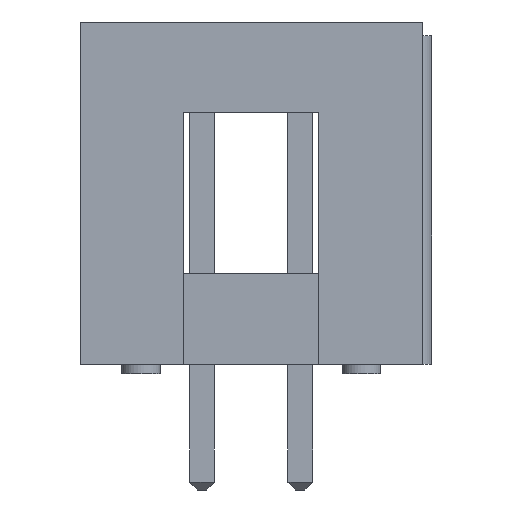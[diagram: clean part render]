
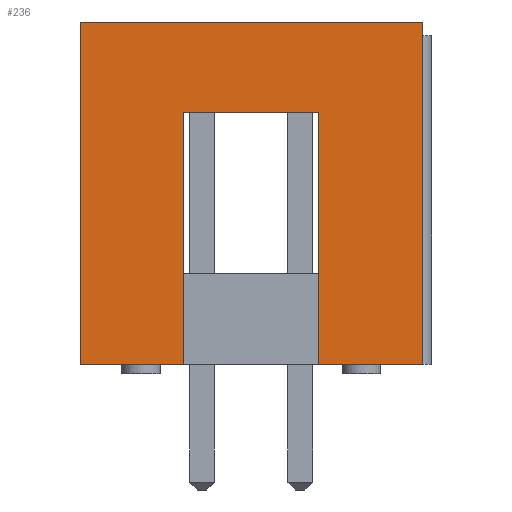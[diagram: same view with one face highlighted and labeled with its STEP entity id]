
A CAD part, front view. The second image highlights one B-rep face of the part: STEP entity #236.
In plain terms, the highlighted planar face has unit normal (0, -1, 0).
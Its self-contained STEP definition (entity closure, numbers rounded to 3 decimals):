
#12=DIRECTION('',(0.,0.,1.));
#26=VECTOR('',#12,1.);
#29=VERTEX_POINT('',#30);
#30=CARTESIAN_POINT('',(-3.155,-78.76,0.25));
#35=EDGE_CURVE('',#29,#36,#38,.T.);
#36=VERTEX_POINT('',#37);
#37=CARTESIAN_POINT('',(-3.155,-78.76,9.1));
#38=LINE('',#39,#26);
#39=CARTESIAN_POINT('',(-3.155,-78.76,2.6));
#51=VECTOR('',#52,1.);
#52=DIRECTION('',(0.,0.,-1.));
#88=VECTOR('',#89,1.);
#89=DIRECTION('',(-1.,0.,0.));
#102=VECTOR('',#103,1.);
#103=DIRECTION('',(1.,0.,0.));
#124=EDGE_CURVE('',#36,#125,#127,.T.);
#125=VERTEX_POINT('',#126);
#126=CARTESIAN_POINT('',(5.695,-78.76,9.1));
#127=LINE('',#37,#102);
#236=ADVANCED_FACE('',(#237),#271,.T.);
#237=FACE_BOUND('',#238,.T.);
#238=EDGE_LOOP('',(#239,#240,#245,#251,#257,#263,#267,#270));
#239=ORIENTED_EDGE('',*,*,#35,.F.);
#240=ORIENTED_EDGE('',*,*,#241,.T.);
#241=EDGE_CURVE('',#29,#242,#244,.T.);
#242=VERTEX_POINT('',#243);
#243=CARTESIAN_POINT('',(-0.48,-78.76,0.25));
#244=LINE('',#30,#102);
#245=ORIENTED_EDGE('',*,*,#246,.T.);
#246=EDGE_CURVE('',#242,#247,#249,.T.);
#247=VERTEX_POINT('',#248);
#248=CARTESIAN_POINT('',(-0.48,-78.76,6.75));
#249=LINE('',#250,#26);
#250=CARTESIAN_POINT('',(-0.48,-78.76,2.463));
#251=ORIENTED_EDGE('',*,*,#252,.F.);
#252=EDGE_CURVE('',#253,#247,#255,.T.);
#253=VERTEX_POINT('',#254);
#254=CARTESIAN_POINT('',(3.02,-78.76,6.75));
#255=LINE('',#256,#88);
#256=CARTESIAN_POINT('',(1.27,-78.76,6.75));
#257=ORIENTED_EDGE('',*,*,#258,.T.);
#258=EDGE_CURVE('',#253,#259,#261,.T.);
#259=VERTEX_POINT('',#260);
#260=CARTESIAN_POINT('',(3.02,-78.76,0.25));
#261=LINE('',#262,#51);
#262=CARTESIAN_POINT('',(3.02,-78.76,2.463));
#263=ORIENTED_EDGE('',*,*,#264,.T.);
#264=EDGE_CURVE('',#259,#265,#244,.T.);
#265=VERTEX_POINT('',#266);
#266=CARTESIAN_POINT('',(5.695,-78.76,0.25));
#267=ORIENTED_EDGE('',*,*,#268,.T.);
#268=EDGE_CURVE('',#265,#125,#269,.T.);
#269=LINE('',#266,#26);
#270=ORIENTED_EDGE('',*,*,#124,.F.);
#271=PLANE('',#272);
#272=AXIS2_PLACEMENT_3D('',#273,#274,#52);
#273=CARTESIAN_POINT('',(1.27,-78.76,4.675));
#274=DIRECTION('',(-0.,-1.,-0.));
